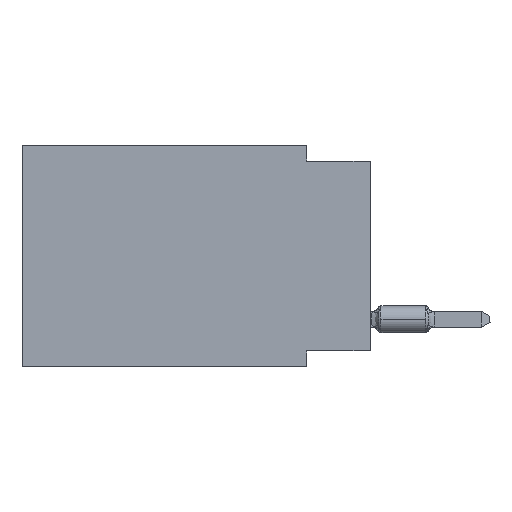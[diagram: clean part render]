
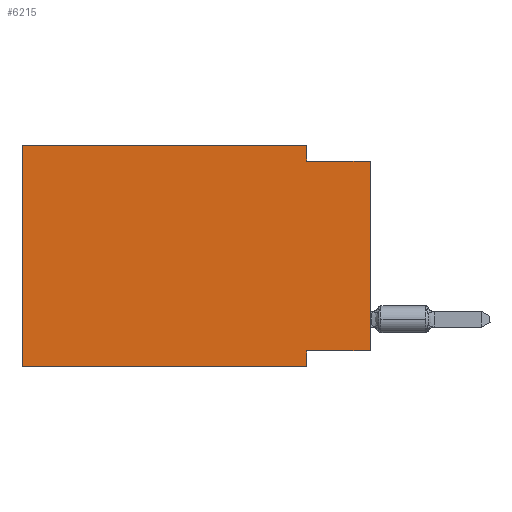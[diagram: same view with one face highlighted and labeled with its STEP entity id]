
A CAD part, left-side view. The second image highlights one B-rep face of the part: STEP entity #6215.
In plain terms, the highlighted planar face has unit normal (-1, 0, 0).
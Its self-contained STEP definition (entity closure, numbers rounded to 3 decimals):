
#626 = CARTESIAN_POINT ( 'NONE',  ( 0., 2.54, -8.89 ) ) ;
#938 = CARTESIAN_POINT ( 'NONE',  ( 0., 0., -8.255 ) ) ;
#1446 = VECTOR ( 'NONE', #33035, 1000. ) ;
#2261 = EDGE_CURVE ( 'NONE', #21932, #22970, #37881, .T. ) ;
#2754 = VERTEX_POINT ( 'NONE', #11200 ) ;
#2898 = EDGE_CURVE ( 'NONE', #7499, #5258, #22438, .T. ) ;
#5258 = VERTEX_POINT ( 'NONE', #27018 ) ;
#5777 = VERTEX_POINT ( 'NONE', #31868 ) ;
#6116 = EDGE_CURVE ( 'NONE', #35075, #31456, #41337, .T. ) ;
#6215 = ADVANCED_FACE ( 'NONE', ( #8208 ), #38538, .F. ) ;
#6991 = CARTESIAN_POINT ( 'NONE',  ( 0., 13.97, 0. ) ) ;
#7371 = CARTESIAN_POINT ( 'NONE',  ( 0., 2.54, -0.635 ) ) ;
#7499 = VERTEX_POINT ( 'NONE', #6991 ) ;
#8067 = DIRECTION ( 'NONE',  ( 0., 0., 1. ) ) ;
#8152 = EDGE_LOOP ( 'NONE', ( #13016, #25808, #16627, #33022, #23688, #35706, #19883, #42361 ) ) ;
#8208 = FACE_OUTER_BOUND ( 'NONE', #8152, .T. ) ;
#9481 = LINE ( 'NONE', #22656, #23013 ) ;
#10165 = VECTOR ( 'NONE', #39140, 1000. ) ;
#10647 = EDGE_CURVE ( 'NONE', #5777, #31456, #32192, .T. ) ;
#11200 = CARTESIAN_POINT ( 'NONE',  ( 0., 0., -8.255 ) ) ;
#11680 = CARTESIAN_POINT ( 'NONE',  ( 0., 0., -0.635 ) ) ;
#12936 = DIRECTION ( 'NONE',  ( 0., 0., 1. ) ) ;
#13016 = ORIENTED_EDGE ( 'NONE', *, *, #16531, .T. ) ;
#13916 = LINE ( 'NONE', #938, #23358 ) ;
#16531 = EDGE_CURVE ( 'NONE', #2754, #22970, #9481, .T. ) ;
#16627 = ORIENTED_EDGE ( 'NONE', *, *, #21967, .F. ) ;
#17802 = LINE ( 'NONE', #37737, #42807 ) ;
#17951 = CARTESIAN_POINT ( 'NONE',  ( 0., 13.97, 0. ) ) ;
#18426 = VECTOR ( 'NONE', #18612, 1000. ) ;
#18612 = DIRECTION ( 'NONE',  ( 0., -1., 0. ) ) ;
#19883 = ORIENTED_EDGE ( 'NONE', *, *, #10647, .F. ) ;
#20132 = CARTESIAN_POINT ( 'NONE',  ( 0., 2.54, 0. ) ) ;
#20986 = DIRECTION ( 'NONE',  ( 0., 0., -1. ) ) ;
#21932 = VERTEX_POINT ( 'NONE', #7371 ) ;
#21967 = EDGE_CURVE ( 'NONE', #5258, #21932, #36824, .T. ) ;
#22438 = LINE ( 'NONE', #25915, #10165 ) ;
#22656 = CARTESIAN_POINT ( 'NONE',  ( 0., 0., 0. ) ) ;
#22970 = VERTEX_POINT ( 'NONE', #37651 ) ;
#23013 = VECTOR ( 'NONE', #12936, 1000. ) ;
#23358 = VECTOR ( 'NONE', #27127, 1000. ) ;
#23688 = ORIENTED_EDGE ( 'NONE', *, *, #35785, .F. ) ;
#25808 = ORIENTED_EDGE ( 'NONE', *, *, #2261, .F. ) ;
#25915 = CARTESIAN_POINT ( 'NONE',  ( 0., 13.97, 0. ) ) ;
#26319 = CARTESIAN_POINT ( 'NONE',  ( 0., 2.54, -8.89 ) ) ;
#27018 = CARTESIAN_POINT ( 'NONE',  ( 0., 2.54, 0. ) ) ;
#27127 = DIRECTION ( 'NONE',  ( 0., 1., 0. ) ) ;
#31163 = DIRECTION ( 'NONE',  ( 1., 0., 0. ) ) ;
#31456 = VERTEX_POINT ( 'NONE', #626 ) ;
#31595 = DIRECTION ( 'NONE',  ( 0., -1., 0. ) ) ;
#31811 = CARTESIAN_POINT ( 'NONE',  ( 0., 13.97, -8.89 ) ) ;
#31868 = CARTESIAN_POINT ( 'NONE',  ( 0., 2.54, -8.255 ) ) ;
#32192 = LINE ( 'NONE', #26319, #1446 ) ;
#33022 = ORIENTED_EDGE ( 'NONE', *, *, #2898, .F. ) ;
#33035 = DIRECTION ( 'NONE',  ( 0., 0., -1. ) ) ;
#34629 = DIRECTION ( 'NONE',  ( 0., 0., -1. ) ) ;
#35075 = VERTEX_POINT ( 'NONE', #35677 ) ;
#35677 = CARTESIAN_POINT ( 'NONE',  ( 0., 13.97, -8.89 ) ) ;
#35706 = ORIENTED_EDGE ( 'NONE', *, *, #6116, .T. ) ;
#35785 = EDGE_CURVE ( 'NONE', #35075, #7499, #17802, .T. ) ;
#36621 = AXIS2_PLACEMENT_3D ( 'NONE', #17951, #31163, #34629 ) ;
#36824 = LINE ( 'NONE', #20132, #42518 ) ;
#37651 = CARTESIAN_POINT ( 'NONE',  ( 0., 0., -0.635 ) ) ;
#37737 = CARTESIAN_POINT ( 'NONE',  ( 0., 13.97, 0. ) ) ;
#37881 = LINE ( 'NONE', #11680, #18426 ) ;
#38538 = PLANE ( 'NONE',  #36621 ) ;
#39082 = EDGE_CURVE ( 'NONE', #2754, #5777, #13916, .T. ) ;
#39140 = DIRECTION ( 'NONE',  ( 0., -1., 0. ) ) ;
#41337 = LINE ( 'NONE', #31811, #41475 ) ;
#41475 = VECTOR ( 'NONE', #31595, 1000. ) ;
#42361 = ORIENTED_EDGE ( 'NONE', *, *, #39082, .F. ) ;
#42518 = VECTOR ( 'NONE', #20986, 1000. ) ;
#42807 = VECTOR ( 'NONE', #8067, 1000. ) ;
